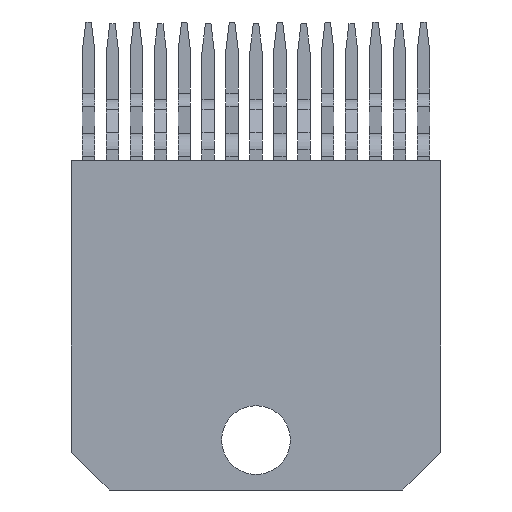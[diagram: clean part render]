
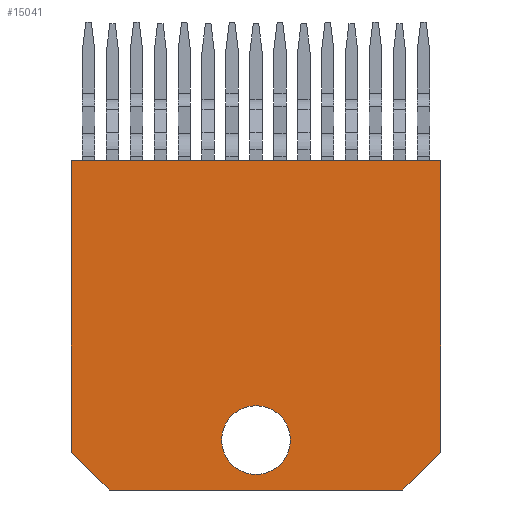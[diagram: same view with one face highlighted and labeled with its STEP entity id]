
A CAD part, front view. The second image highlights one B-rep face of the part: STEP entity #15041.
In plain terms, the highlighted planar face has unit normal (0, -1, 0).
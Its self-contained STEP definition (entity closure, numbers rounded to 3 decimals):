
#87 = DIRECTION ( 'NONE',  ( 0., 0., 1. ) ) ;
#559 = ORIENTED_EDGE ( 'NONE', *, *, #14536, .F. ) ;
#668 = CARTESIAN_POINT ( 'NONE',  ( -9.8, 0., -15.5 ) ) ;
#698 = VERTEX_POINT ( 'NONE', #12550 ) ;
#734 = ORIENTED_EDGE ( 'NONE', *, *, #7308, .F. ) ;
#817 = AXIS2_PLACEMENT_3D ( 'NONE', #11450, #7544, #13796 ) ;
#894 = ORIENTED_EDGE ( 'NONE', *, *, #7947, .T. ) ;
#974 = DIRECTION ( 'NONE',  ( 0., 1., 0. ) ) ;
#1541 = CARTESIAN_POINT ( 'NONE',  ( -9.8, 0., -15.5 ) ) ;
#1650 = VERTEX_POINT ( 'NONE', #9990 ) ;
#1659 = CARTESIAN_POINT ( 'NONE',  ( -9.8, 0., 0. ) ) ;
#1662 = DIRECTION ( 'NONE',  ( 0., 0., -1. ) ) ;
#1916 = VERTEX_POINT ( 'NONE', #668 ) ;
#2334 = CARTESIAN_POINT ( 'NONE',  ( 9.8, 0., -15.5 ) ) ;
#2427 = VECTOR ( 'NONE', #10335, 1000. ) ;
#2929 = VECTOR ( 'NONE', #3862, 1000. ) ;
#2942 = DIRECTION ( 'NONE',  ( -0.707, 0., 0.707 ) ) ;
#2970 = CARTESIAN_POINT ( 'NONE',  ( 9.8, 0., 0. ) ) ;
#3192 = EDGE_CURVE ( 'NONE', #10047, #698, #3506, .T. ) ;
#3506 = LINE ( 'NONE', #2334, #12369 ) ;
#3862 = DIRECTION ( 'NONE',  ( -0.707, 0., -0.707 ) ) ;
#4673 = CARTESIAN_POINT ( 'NONE',  ( 7.8, 0., -17.5 ) ) ;
#4811 = CARTESIAN_POINT ( 'NONE',  ( 7.8, 0., -17.5 ) ) ;
#5116 = ORIENTED_EDGE ( 'NONE', *, *, #10710, .F. ) ;
#5195 = ORIENTED_EDGE ( 'NONE', *, *, #10653, .F. ) ;
#5440 = VECTOR ( 'NONE', #13874, 1000. ) ;
#5683 = CARTESIAN_POINT ( 'NONE',  ( 0., 0., 0. ) ) ;
#6354 = DIRECTION ( 'NONE',  ( 0., 0., 1. ) ) ;
#6360 = PLANE ( 'NONE',  #8833 ) ;
#6753 = ORIENTED_EDGE ( 'NONE', *, *, #3192, .F. ) ;
#7136 = DIRECTION ( 'NONE',  ( 0., 0., -1. ) ) ;
#7308 = EDGE_CURVE ( 'NONE', #698, #8444, #9644, .T. ) ;
#7544 = DIRECTION ( 'NONE',  ( 0., 1., 0. ) ) ;
#7717 = EDGE_CURVE ( 'NONE', #1650, #10047, #11560, .T. ) ;
#7804 = ORIENTED_EDGE ( 'NONE', *, *, #7717, .F. ) ;
#7947 = EDGE_CURVE ( 'NONE', #10403, #10013, #13408, .T. ) ;
#8444 = VERTEX_POINT ( 'NONE', #4673 ) ;
#8833 = AXIS2_PLACEMENT_3D ( 'NONE', #14587, #11031, #1662 ) ;
#8933 = EDGE_LOOP ( 'NONE', ( #13002, #894 ) ) ;
#8961 = LINE ( 'NONE', #11443, #5440 ) ;
#9589 = EDGE_CURVE ( 'NONE', #10013, #10403, #12497, .T. ) ;
#9644 = LINE ( 'NONE', #4811, #2929 ) ;
#9990 = CARTESIAN_POINT ( 'NONE',  ( -9.8, 0., 0. ) ) ;
#10013 = VERTEX_POINT ( 'NONE', #12771 ) ;
#10047 = VERTEX_POINT ( 'NONE', #2970 ) ;
#10335 = DIRECTION ( 'NONE',  ( 1., 0., 0. ) ) ;
#10403 = VERTEX_POINT ( 'NONE', #11138 ) ;
#10464 = AXIS2_PLACEMENT_3D ( 'NONE', #13191, #974, #87 ) ;
#10653 = EDGE_CURVE ( 'NONE', #1916, #1650, #10955, .T. ) ;
#10710 = EDGE_CURVE ( 'NONE', #8444, #15191, #8961, .T. ) ;
#10781 = CARTESIAN_POINT ( 'NONE',  ( -7.8, 0., -17.5 ) ) ;
#10955 = LINE ( 'NONE', #1659, #11523 ) ;
#11031 = DIRECTION ( 'NONE',  ( 0., -1., 0. ) ) ;
#11138 = CARTESIAN_POINT ( 'NONE',  ( 0., 0., -13.025 ) ) ;
#11410 = LINE ( 'NONE', #1541, #12390 ) ;
#11443 = CARTESIAN_POINT ( 'NONE',  ( -7.8, 0., -17.5 ) ) ;
#11450 = CARTESIAN_POINT ( 'NONE',  ( 0., 0., -14.85 ) ) ;
#11523 = VECTOR ( 'NONE', #6354, 1000. ) ;
#11560 = LINE ( 'NONE', #5683, #2427 ) ;
#12369 = VECTOR ( 'NONE', #7136, 1000. ) ;
#12390 = VECTOR ( 'NONE', #2942, 1000. ) ;
#12497 = CIRCLE ( 'NONE', #10464, 1.825 ) ;
#12550 = CARTESIAN_POINT ( 'NONE',  ( 9.8, 0., -15.5 ) ) ;
#12771 = CARTESIAN_POINT ( 'NONE',  ( 0., 0., -16.675 ) ) ;
#12809 = EDGE_LOOP ( 'NONE', ( #6753, #7804, #5195, #559, #5116, #734 ) ) ;
#13002 = ORIENTED_EDGE ( 'NONE', *, *, #9589, .T. ) ;
#13191 = CARTESIAN_POINT ( 'NONE',  ( 0., 0., -14.85 ) ) ;
#13408 = CIRCLE ( 'NONE', #817, 1.825 ) ;
#13556 = FACE_OUTER_BOUND ( 'NONE', #12809, .T. ) ;
#13638 = FACE_BOUND ( 'NONE', #8933, .T. ) ;
#13796 = DIRECTION ( 'NONE',  ( 0., 0., 1. ) ) ;
#13874 = DIRECTION ( 'NONE',  ( -1., 0., 0. ) ) ;
#14536 = EDGE_CURVE ( 'NONE', #15191, #1916, #11410, .T. ) ;
#14587 = CARTESIAN_POINT ( 'NONE',  ( 0., 0., 0. ) ) ;
#15041 = ADVANCED_FACE ( 'NONE', ( #13556, #13638 ), #6360, .T. ) ;
#15191 = VERTEX_POINT ( 'NONE', #10781 ) ;
